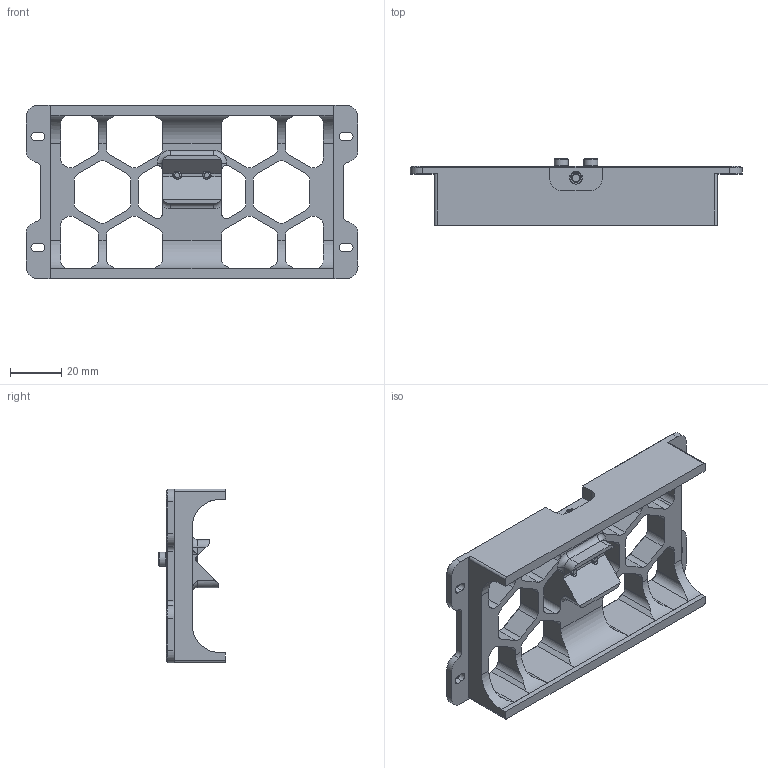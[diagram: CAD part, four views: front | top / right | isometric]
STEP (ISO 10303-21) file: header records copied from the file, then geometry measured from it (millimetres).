
FILE_DESCRIPTION(/* description */ (''),/* implementation_level */ '2;1');
FILE_NAME(/* name */ 'SW Grill v2.step',/* time_stamp */ '2022-07-27T09:09:30-04:00',/* author */ (''),/* organization */ (''),/* preprocessor_version */ 'ST-DEVELOPER v19',/* originating_system */ 'Autodesk Translation Framework v11.7.0.108',/* authorisation */ '');
FILE_SCHEMA (('AUTOMOTIVE_DESIGN { 1 0 10303 214 3 1 1 }'));
Length unit declared in the file: millimetre
Products named in the file (4): SW Grill; Front Grill Midsection; M3 Threaded Insert (9); M3x12 SHCS (1)
Assembly tree (4 placements, depth 3):
  SW Grill
    Front Grill Midsection
      M3x12 SHCS (1)  x2
      M3 Threaded Insert (9)
Bounding box: 129.8 x 26 x 68 mm (x, y, z)
Volume: 55456.5 mm3; surface area: 28353.6 mm2
Topology: 4 solids, 4 shells, 556 faces, 1442 edges, 892 vertices
Faces by surface type: plane 234, cylinder 137, cone 103, bspline 78, torus 4
Full cylindrical faces by diameter (mm): 2.9 x1, 3 x2, 3.4 x2, 4.2 x1, 4.25 x1, 4.6 x1, 4.7 x1, 5.5 x2
Entity records: 18333 total; most frequent: CARTESIAN_POINT 5511, ORIENTED_EDGE 2808, DIRECTION 2437, EDGE_CURVE 1404, VERTEX_POINT 871, AXIS2_PLACEMENT_3D 853, LINE 731, VECTOR 731
